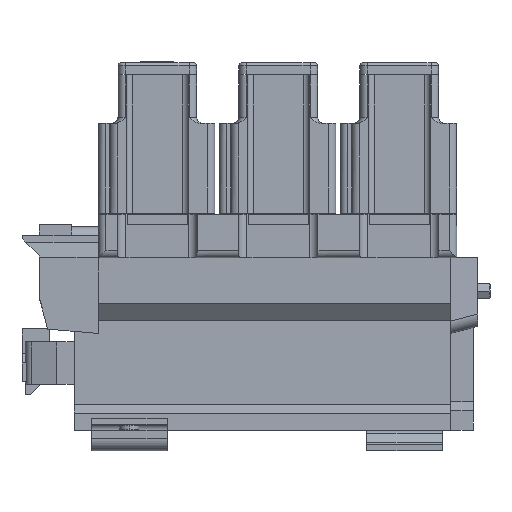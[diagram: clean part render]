
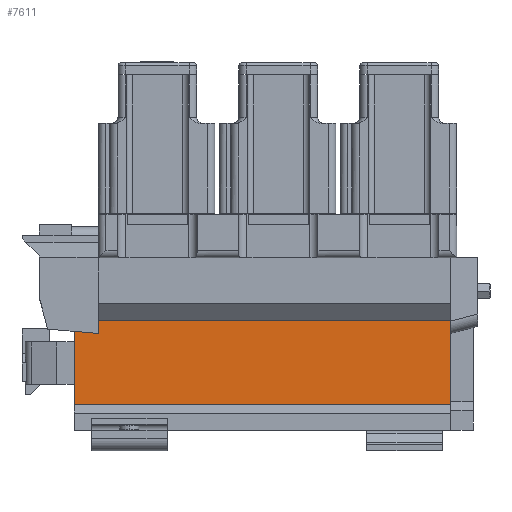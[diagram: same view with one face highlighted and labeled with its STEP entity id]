
A CAD part, front view. The second image highlights one B-rep face of the part: STEP entity #7611.
In plain terms, the highlighted planar face has unit normal (0, -1, 0).
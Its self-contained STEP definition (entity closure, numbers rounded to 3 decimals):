
#135 = VECTOR ( 'NONE', #2916, 1000. ) ;
#1118 = LINE ( 'NONE', #4544, #1444 ) ;
#1363 = EDGE_CURVE ( 'NONE', #20547, #1560, #9588, .T. ) ;
#1444 = VECTOR ( 'NONE', #4652, 1000. ) ;
#1560 = VERTEX_POINT ( 'NONE', #13568 ) ;
#1994 = CARTESIAN_POINT ( 'NONE',  ( 220., 41.5, -130.5 ) ) ;
#2762 = VECTOR ( 'NONE', #20156, 1000. ) ;
#2916 = DIRECTION ( 'NONE',  ( 1., 0., 0. ) ) ;
#3513 = DIRECTION ( 'NONE',  ( 0., 0., -1. ) ) ;
#4073 = PLANE ( 'NONE',  #15782 ) ;
#4544 = CARTESIAN_POINT ( 'NONE',  ( -29., 41.5, -130.5 ) ) ;
#4569 = EDGE_CURVE ( 'NONE', #11298, #8138, #11833, .T. ) ;
#4652 = DIRECTION ( 'NONE',  ( 0., 0., 1. ) ) ;
#5001 = ORIENTED_EDGE ( 'NONE', *, *, #16618, .F. ) ;
#5380 = VECTOR ( 'NONE', #15593, 1000. ) ;
#6981 = LINE ( 'NONE', #1994, #10984 ) ;
#7611 = ADVANCED_FACE ( 'NONE', ( #17279 ), #4073, .F. ) ;
#8131 = CARTESIAN_POINT ( 'NONE',  ( -29., 41.5, -137.6 ) ) ;
#8138 = VERTEX_POINT ( 'NONE', #17700 ) ;
#8815 = CARTESIAN_POINT ( 'NONE',  ( -46.488, 41.5, -136.07 ) ) ;
#9554 = VECTOR ( 'NONE', #3513, 1000. ) ;
#9588 = LINE ( 'NONE', #19675, #135 ) ;
#10984 = VECTOR ( 'NONE', #12538, 1000. ) ;
#11298 = VERTEX_POINT ( 'NONE', #11544 ) ;
#11544 = CARTESIAN_POINT ( 'NONE',  ( -13., 41.5, -130.5 ) ) ;
#11833 = LINE ( 'NONE', #15274, #2762 ) ;
#11892 = ORIENTED_EDGE ( 'NONE', *, *, #14883, .T. ) ;
#11943 = CARTESIAN_POINT ( 'NONE',  ( -13., 41.5, -130.5 ) ) ;
#12061 = VERTEX_POINT ( 'NONE', #18786 ) ;
#12193 = CARTESIAN_POINT ( 'NONE',  ( -29., 41.5, -130.5 ) ) ;
#12441 = ORIENTED_EDGE ( 'NONE', *, *, #13826, .T. ) ;
#12538 = DIRECTION ( 'NONE',  ( 0., 0., 1. ) ) ;
#12904 = CARTESIAN_POINT ( 'NONE',  ( -29., 41.5, -185.969 ) ) ;
#13568 = CARTESIAN_POINT ( 'NONE',  ( 220., 41.5, -185.969 ) ) ;
#13826 = EDGE_CURVE ( 'NONE', #1560, #8138, #6981, .T. ) ;
#14139 = LINE ( 'NONE', #8815, #5380 ) ;
#14188 = DIRECTION ( 'NONE',  ( 0., 0., 1. ) ) ;
#14883 = EDGE_CURVE ( 'NONE', #11298, #12061, #21819, .T. ) ;
#15274 = CARTESIAN_POINT ( 'NONE',  ( -29., 41.5, -130.5 ) ) ;
#15409 = EDGE_CURVE ( 'NONE', #20547, #16882, #1118, .T. ) ;
#15593 = DIRECTION ( 'NONE',  ( 0.996, 0., -0.087 ) ) ;
#15782 = AXIS2_PLACEMENT_3D ( 'NONE', #12193, #20838, #14188 ) ;
#15984 = EDGE_LOOP ( 'NONE', ( #11892, #5001, #19431, #18076, #12441, #20612 ) ) ;
#16618 = EDGE_CURVE ( 'NONE', #16882, #12061, #14139, .T. ) ;
#16882 = VERTEX_POINT ( 'NONE', #8131 ) ;
#17279 = FACE_OUTER_BOUND ( 'NONE', #15984, .T. ) ;
#17700 = CARTESIAN_POINT ( 'NONE',  ( 220., 41.5, -130.5 ) ) ;
#18076 = ORIENTED_EDGE ( 'NONE', *, *, #1363, .T. ) ;
#18786 = CARTESIAN_POINT ( 'NONE',  ( -13., 41.5, -139. ) ) ;
#19431 = ORIENTED_EDGE ( 'NONE', *, *, #15409, .F. ) ;
#19675 = CARTESIAN_POINT ( 'NONE',  ( -29., 41.5, -185.969 ) ) ;
#20156 = DIRECTION ( 'NONE',  ( 1., 0., 0. ) ) ;
#20547 = VERTEX_POINT ( 'NONE', #12904 ) ;
#20612 = ORIENTED_EDGE ( 'NONE', *, *, #4569, .F. ) ;
#20838 = DIRECTION ( 'NONE',  ( 0., 1., 0. ) ) ;
#21819 = LINE ( 'NONE', #11943, #9554 ) ;
